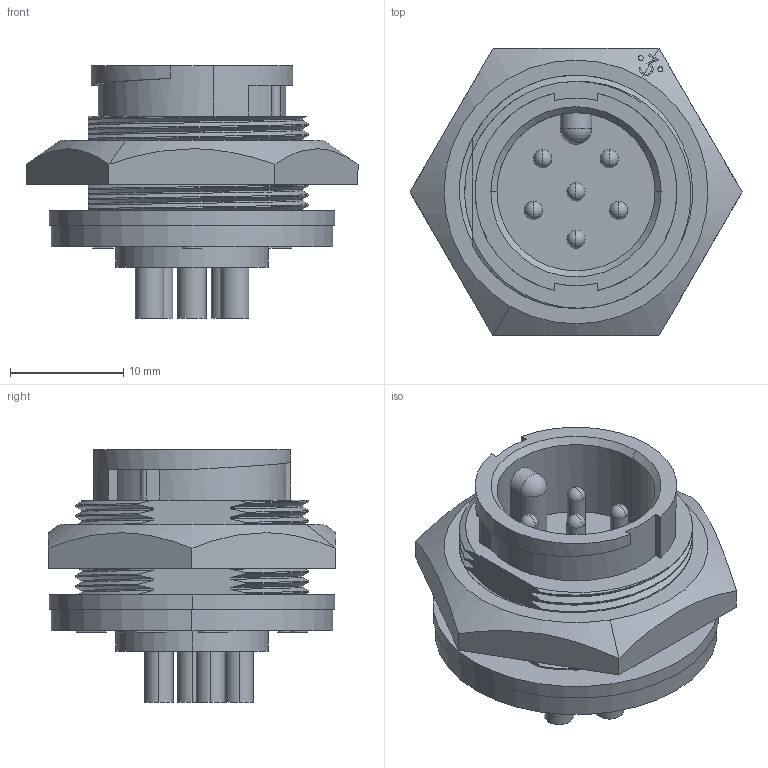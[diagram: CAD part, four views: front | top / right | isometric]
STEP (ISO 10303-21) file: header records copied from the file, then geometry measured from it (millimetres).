
FILE_DESCRIPTION (( 'STEP AP203' ), '1' );
FILE_NAME ('4380-6PG-300A.STEP', '2015-11-17T16:49:39', ( '' ), ( '' ), 'SwSTEP 2.0', 'SolidWorks 2014', '' );
FILE_SCHEMA (( 'CONFIG_CONTROL_DESIGN' ));
Length unit declared in the file: inch
Products named in the file (1): 4380-6PG-300A
Bounding box: 29.33 x 25.4 x 22.3 mm (x, y, z)
Volume: 5284.1 mm3; surface area: 4343.8 mm2
Topology: 2 solids, 2 shells, 363 faces, 998 edges, 655 vertices
Faces by surface type: plane 148, cylinder 98, bspline 88, sphere 15, cone 14
Entity records: 21291 total; most frequent: CARTESIAN_POINT 12986, ORIENTED_EDGE 1960, DIRECTION 1335, EDGE_CURVE 980, VERTEX_POINT 652, VECTOR 479, LINE 479, AXIS2_PLACEMENT_3D 428
